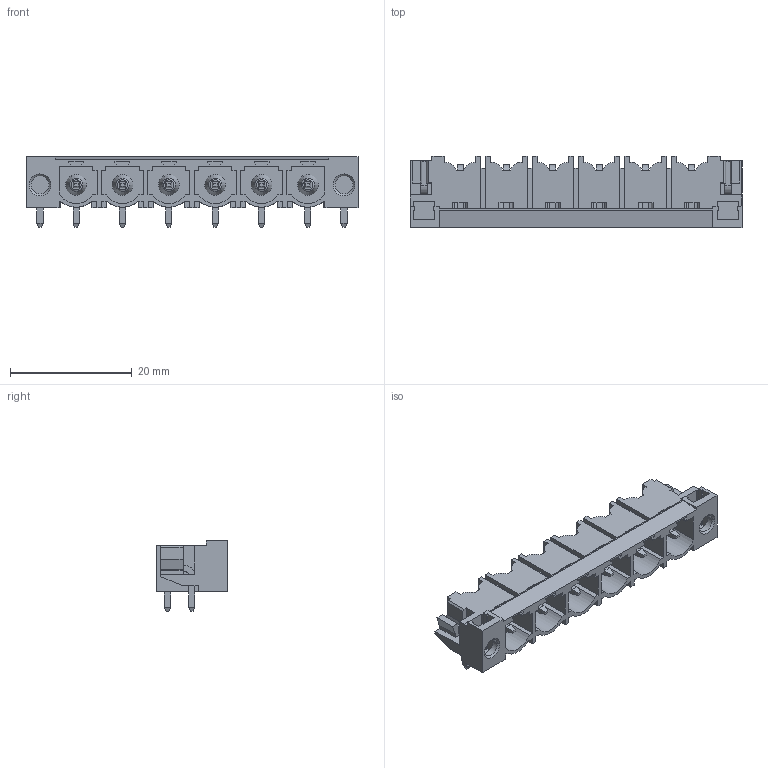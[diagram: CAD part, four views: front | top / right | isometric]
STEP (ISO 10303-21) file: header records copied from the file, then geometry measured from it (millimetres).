
FILE_DESCRIPTION(('CATIA V5 STEP Exchange','CAx-IF Rec.Pracs.--- Model Styling and Organization---1.2---2011-12-15'),'2;1');
FILE_NAME ('D1448510_0_1096070000_1096070000.stp','2018-11-15T11:00:15+00:00',('none'),('Weidmueller'),'CATIA Version 5-6 Release 2014','CATIA V5 STEP AP214','none');
FILE_SCHEMA(('AUTOMOTIVE_DESIGN { 1 0 10303 214 1 1 1 1 }'));
Length unit declared in the file: millimetre
Products named in the file (1): 1096070000
Bounding box: 54.58 x 11.75 x 11.6 mm (x, y, z)
Volume: 2116.8 mm3; surface area: 4880.1 mm2
Topology: 9 solids, 9 shells, 567 faces, 1581 edges, 1032 vertices
Faces by surface type: plane 477, cylinder 62, cone 16, torus 12
Entity records: 16262 total; most frequent: ORIENTED_EDGE 3162, CARTESIAN_POINT 2959, DIRECTION 2067, EDGE_CURVE 1565, VECTOR 1333, LINE 1333, VERTEX_POINT 992, EDGE_LOOP 599
